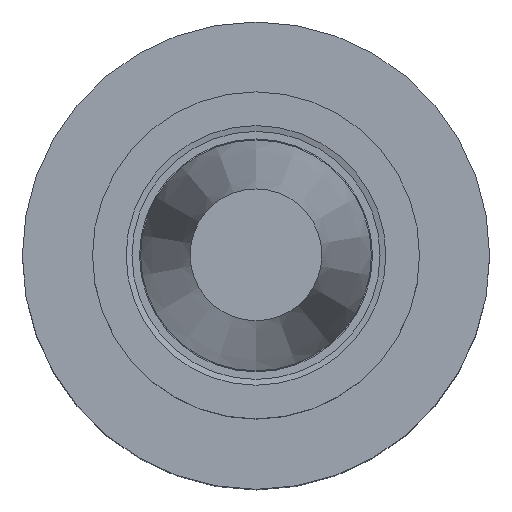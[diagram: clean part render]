
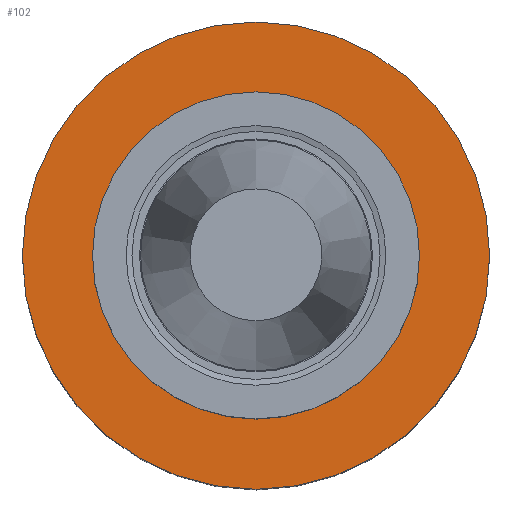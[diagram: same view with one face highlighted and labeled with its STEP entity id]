
A CAD part, top view. The second image highlights one B-rep face of the part: STEP entity #102.
In plain terms, the highlighted planar face has unit normal (0, 0, 1).
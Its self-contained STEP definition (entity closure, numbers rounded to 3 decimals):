
#79=FACE_BOUND('',#149,.T.);
#80=FACE_BOUND('',#150,.T.);
#102=ADVANCED_FACE('',(#79,#80),#112,.F.);
#112=PLANE('',#292);
#149=EDGE_LOOP('',(#189));
#150=EDGE_LOOP('',(#190));
#189=ORIENTED_EDGE('',*,*,#233,.F.);
#190=ORIENTED_EDGE('',*,*,#232,.T.);
#212=VERTEX_POINT('',#432);
#213=VERTEX_POINT('',#435);
#232=EDGE_CURVE('',#212,#212,#252,.T.);
#233=EDGE_CURVE('',#213,#213,#253,.T.);
#252=CIRCLE('',#289,31.25);
#253=CIRCLE('',#291,45.0);
#289=AXIS2_PLACEMENT_3D('',#431,#364,#365);
#291=AXIS2_PLACEMENT_3D('',#434,#368,#369);
#292=AXIS2_PLACEMENT_3D('',#436,#370,#371);
#364=DIRECTION('',(0.0,0.,-1.0));
#365=DIRECTION('',(0.0,1.0,0.0));
#368=DIRECTION('',(0.0,0.,-1.0));
#369=DIRECTION('',(0.0,1.0,0.0));
#370=DIRECTION('',(0.0,0.,-1.0));
#371=DIRECTION('',(0.0,1.0,0.));
#431=CARTESIAN_POINT('',(0.0,0.,-30.0));
#432=CARTESIAN_POINT('',(0.0,31.25,-30.0));
#434=CARTESIAN_POINT('',(0.0,0.,-30.0));
#435=CARTESIAN_POINT('',(0.0,45.0,-30.0));
#436=CARTESIAN_POINT('',(20.087,23.939,-30.0));
